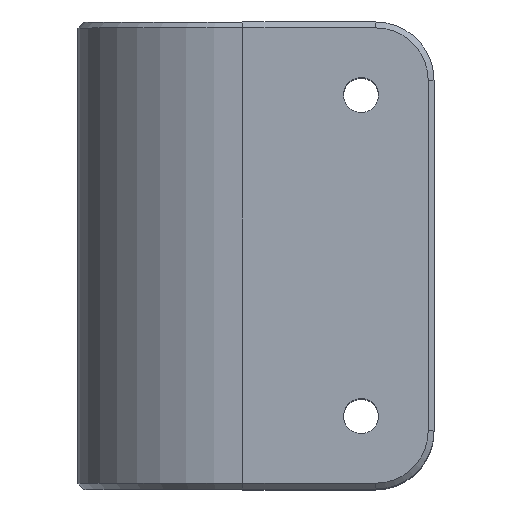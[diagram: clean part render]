
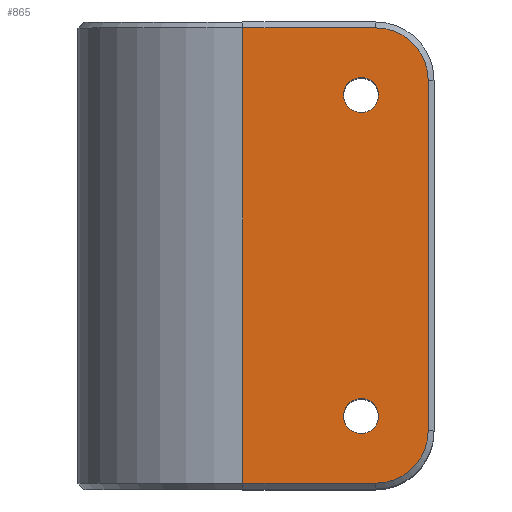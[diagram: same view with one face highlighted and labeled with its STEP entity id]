
A CAD part, top view. The second image highlights one B-rep face of the part: STEP entity #865.
In plain terms, the highlighted planar face has unit normal (0, 0, 1).
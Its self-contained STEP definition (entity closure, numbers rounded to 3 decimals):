
#15=FACE_BOUND('',#136,.T.);
#16=FACE_BOUND('',#137,.T.);
#45=PLANE('',#953);
#81=FACE_OUTER_BOUND('',#135,.T.);
#135=EDGE_LOOP('',(#669,#670,#671,#672,#673,#674));
#136=EDGE_LOOP('',(#675));
#137=EDGE_LOOP('',(#676));
#180=CIRCLE('',#919,3.6);
#182=CIRCLE('',#923,3.6);
#197=CIRCLE('',#954,1.2);
#198=CIRCLE('',#955,1.2);
#221=LINE('',#1296,#305);
#223=LINE('',#1305,#307);
#229=LINE('',#1320,#313);
#258=LINE('',#1405,#342);
#305=VECTOR('',#1021,10.);
#307=VECTOR('',#1031,10.);
#313=VECTOR('',#1045,10.);
#342=VECTOR('',#1132,10.);
#385=VERTEX_POINT('',#1283);
#389=VERTEX_POINT('',#1292);
#391=VERTEX_POINT('',#1298);
#393=VERTEX_POINT('',#1304);
#395=VERTEX_POINT('',#1310);
#397=VERTEX_POINT('',#1316);
#426=VERTEX_POINT('',#1406);
#427=VERTEX_POINT('',#1408);
#463=EDGE_CURVE('',#385,#389,#221,.T.);
#466=EDGE_CURVE('',#389,#391,#180,.T.);
#467=EDGE_CURVE('',#391,#393,#223,.T.);
#472=EDGE_CURVE('',#393,#395,#182,.T.);
#475=EDGE_CURVE('',#395,#397,#229,.T.);
#518=EDGE_CURVE('',#385,#397,#258,.T.);
#519=EDGE_CURVE('',#426,#426,#197,.T.);
#520=EDGE_CURVE('',#427,#427,#198,.T.);
#669=ORIENTED_EDGE('',*,*,#475,.F.);
#670=ORIENTED_EDGE('',*,*,#472,.F.);
#671=ORIENTED_EDGE('',*,*,#467,.F.);
#672=ORIENTED_EDGE('',*,*,#466,.F.);
#673=ORIENTED_EDGE('',*,*,#463,.F.);
#674=ORIENTED_EDGE('',*,*,#518,.T.);
#675=ORIENTED_EDGE('',*,*,#519,.T.);
#676=ORIENTED_EDGE('',*,*,#520,.T.);
#865=ADVANCED_FACE('',(#81,#15,#16),#45,.T.);
#919=AXIS2_PLACEMENT_3D('',#1302,#1027,#1028);
#923=AXIS2_PLACEMENT_3D('',#1314,#1039,#1040);
#953=AXIS2_PLACEMENT_3D('',#1404,#1130,#1131);
#954=AXIS2_PLACEMENT_3D('',#1407,#1133,#1134);
#955=AXIS2_PLACEMENT_3D('',#1409,#1135,#1136);
#1021=DIRECTION('',(1.,0.,0.));
#1027=DIRECTION('center_axis',(0.,0.,-1.));
#1028=DIRECTION('ref_axis',(0.707,0.707,0.));
#1031=DIRECTION('',(0.,-1.,0.));
#1039=DIRECTION('center_axis',(0.,0.,-1.));
#1040=DIRECTION('ref_axis',(0.707,-0.707,0.));
#1045=DIRECTION('',(-1.,0.,0.));
#1130=DIRECTION('center_axis',(0.,0.,1.));
#1131=DIRECTION('ref_axis',(-1.,0.,0.));
#1132=DIRECTION('',(0.,-1.,0.));
#1133=DIRECTION('center_axis',(0.,0.,-1.));
#1134=DIRECTION('ref_axis',(1.,0.,0.));
#1135=DIRECTION('center_axis',(0.,0.,-1.));
#1136=DIRECTION('ref_axis',(1.,0.,0.));
#1283=CARTESIAN_POINT('',(-43.5,31.6,18.3));
#1292=CARTESIAN_POINT('',(-34.4,31.6,18.3));
#1296=CARTESIAN_POINT('',(-21.5,31.6,18.3));
#1298=CARTESIAN_POINT('',(-30.8,28.,18.3));
#1302=CARTESIAN_POINT('Origin',(-34.4,28.,18.3));
#1304=CARTESIAN_POINT('',(-30.8,4.,18.3));
#1305=CARTESIAN_POINT('',(-30.8,22.,18.3));
#1310=CARTESIAN_POINT('',(-34.4,0.4,18.3));
#1314=CARTESIAN_POINT('Origin',(-34.4,4.,18.3));
#1316=CARTESIAN_POINT('',(-43.5,0.4,18.3));
#1320=CARTESIAN_POINT('',(-21.5,0.4,18.3));
#1404=CARTESIAN_POINT('Origin',(-10.4,22.,18.3));
#1405=CARTESIAN_POINT('',(-43.5,22.,18.3));
#1406=CARTESIAN_POINT('',(-36.6,5.,18.3));
#1407=CARTESIAN_POINT('Origin',(-35.4,5.,18.3));
#1408=CARTESIAN_POINT('',(-36.6,27.,18.3));
#1409=CARTESIAN_POINT('Origin',(-35.4,27.,18.3));
